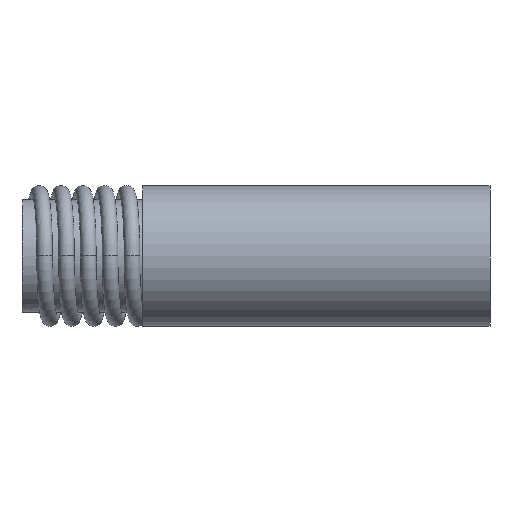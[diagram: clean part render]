
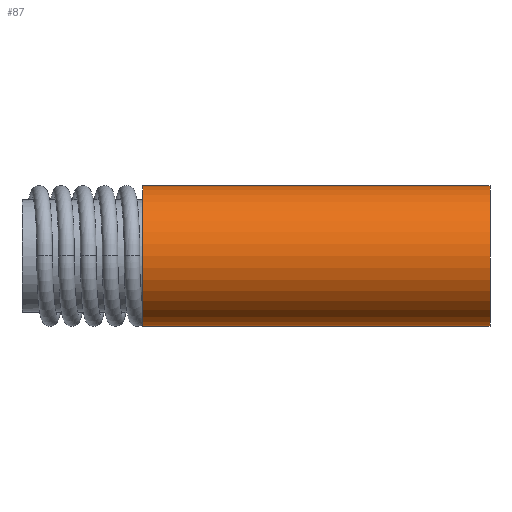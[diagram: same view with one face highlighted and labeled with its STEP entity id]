
A CAD part, front view. The second image highlights one B-rep face of the part: STEP entity #87.
In plain terms, the highlighted cylindrical face has radius 22.5 mm (diameter 45 mm), a full revolution.
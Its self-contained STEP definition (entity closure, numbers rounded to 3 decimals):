
#87 = ADVANCED_FACE( '', ( #121, #122 ), #123, .T. );
#121 = FACE_OUTER_BOUND( '', #162, .T. );
#122 = FACE_OUTER_BOUND( '', #163, .T. );
#123 = CYLINDRICAL_SURFACE( '', #164, 22.5 );
#162 = EDGE_LOOP( '', ( #274, #275, #276 ) );
#163 = EDGE_LOOP( '', ( #277 ) );
#164 = AXIS2_PLACEMENT_3D( '', #278, #279, #280 );
#274 = ORIENTED_EDGE( '', *, *, #354, .F. );
#275 = ORIENTED_EDGE( '', *, *, #355, .T. );
#276 = ORIENTED_EDGE( '', *, *, #352, .T. );
#277 = ORIENTED_EDGE( '', *, *, #356, .F. );
#278 = CARTESIAN_POINT( '', ( 150., 0., 0. ) );
#279 = DIRECTION( '', ( -1., 0., 0. ) );
#280 = DIRECTION( '', ( 0., 0., -1. ) );
#352 = EDGE_CURVE( '', #422, #420, #423, .T. );
#354 = EDGE_CURVE( '', #425, #420, #426, .T. );
#355 = EDGE_CURVE( '', #425, #422, #427, .T. );
#356 = EDGE_CURVE( '', #428, #428, #429, .T. );
#420 = VERTEX_POINT( '', #1438 );
#422 = VERTEX_POINT( '', #1505 );
#423 = CIRCLE( '', #1506, 22.5 );
#425 = VERTEX_POINT( '', #1509 );
#426 = B_SPLINE_CURVE_WITH_KNOTS( '', 3, ( #1510, #1511, #1512, #1513, #1514, #1515, #1516, #1517, #1518, #1519, #1520, #1521, #1522, #1523, #1524, #1525 ), .UNSPECIFIED., .F., .F., ( 4, 2, 2, 2, 2, 2, 2, 4 ), ( 0., 0.002, 0.003, 0.005, 0.007, 0.011, 0.013, 0.015 ), .UNSPECIFIED. );
#427 = CIRCLE( '', #1526, 2.5 );
#428 = VERTEX_POINT( '', #1527 );
#429 = CIRCLE( '', #1528, 22.5 );
#1438 = CARTESIAN_POINT( '', ( 38.745, 17.489, -14.155 ) );
#1505 = CARTESIAN_POINT( '', ( 38.745, 22.5, 0. ) );
#1506 = AXIS2_PLACEMENT_3D( '', #1572, #1573, #1574 );
#1509 = CARTESIAN_POINT( '', ( 38.745, 22.5, 0. ) );
#1510 = CARTESIAN_POINT( '', ( 38.745, 22.5, 0. ) );
#1511 = CARTESIAN_POINT( '', ( 38.763, 22.5, -0.638 ) );
#1512 = CARTESIAN_POINT( '', ( 38.778, 22.473, -1.281 ) );
#1513 = CARTESIAN_POINT( '', ( 38.805, 22.364, -2.555 ) );
#1514 = CARTESIAN_POINT( '', ( 38.816, 22.282, -3.188 ) );
#1515 = CARTESIAN_POINT( '', ( 38.834, 22.065, -4.448 ) );
#1516 = CARTESIAN_POINT( '', ( 38.84, 21.929, -5.076 ) );
#1517 = CARTESIAN_POINT( '', ( 38.849, 21.605, -6.316 ) );
#1518 = CARTESIAN_POINT( '', ( 38.851, 21.417, -6.926 ) );
#1519 = CARTESIAN_POINT( '', ( 38.851, 20.78, -8.721 ) );
#1520 = CARTESIAN_POINT( '', ( 38.842, 20.257, -9.875 ) );
#1521 = CARTESIAN_POINT( '', ( 38.816, 19.324, -11.543 ) );
#1522 = CARTESIAN_POINT( '', ( 38.805, 18.987, -12.09 ) );
#1523 = CARTESIAN_POINT( '', ( 38.778, 18.268, -13.15 ) );
#1524 = CARTESIAN_POINT( '', ( 38.762, 17.889, -13.662 ) );
#1525 = CARTESIAN_POINT( '', ( 38.745, 17.489, -14.155 ) );
#1526 = AXIS2_PLACEMENT_3D( '', #1576, #1577, #1578 );
#1527 = CARTESIAN_POINT( '', ( 150., 0., -22.5 ) );
#1528 = AXIS2_PLACEMENT_3D( '', #1579, #1580, #1581 );
#1572 = CARTESIAN_POINT( '', ( 38.745, 0., 0. ) );
#1573 = DIRECTION( '', ( 1., 0., 0. ) );
#1574 = DIRECTION( '', ( 0., 0., -1. ) );
#1576 = CARTESIAN_POINT( '', ( 38.745, 20., 0. ) );
#1577 = DIRECTION( '', ( 0., 0., 1. ) );
#1578 = DIRECTION( '', ( 0., 1., 0. ) );
#1579 = CARTESIAN_POINT( '', ( 150., 0., 0. ) );
#1580 = DIRECTION( '', ( 1., 0., 0. ) );
#1581 = DIRECTION( '', ( 0., 0., -1. ) );
